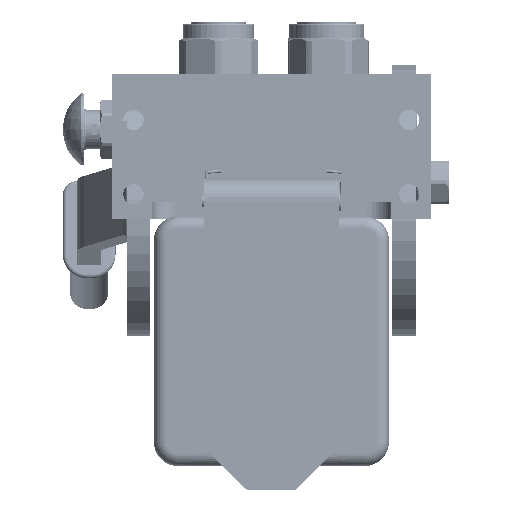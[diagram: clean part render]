
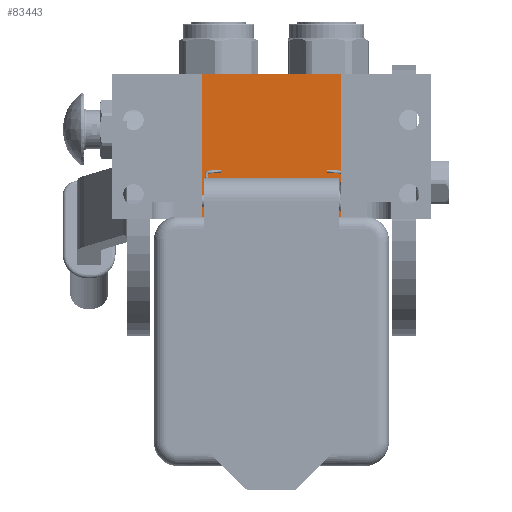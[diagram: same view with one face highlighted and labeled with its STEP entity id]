
A CAD part, left-side view. The second image highlights one B-rep face of the part: STEP entity #83443.
In plain terms, the highlighted face is planar.
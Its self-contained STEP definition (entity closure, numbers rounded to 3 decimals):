
#4122 = VECTOR ( 'NONE', #95743, 1000. ) ;
#7680 = CARTESIAN_POINT ( 'NONE',  ( 29., 0., -107.5 ) ) ;
#15774 = DIRECTION ( 'NONE',  ( -1., 0., 0. ) ) ;
#15884 = CARTESIAN_POINT ( 'NONE',  ( 29., 60.2, -107.5 ) ) ;
#20793 = LINE ( 'NONE', #7680, #4122 ) ;
#23161 = VECTOR ( 'NONE', #40535, 1000. ) ;
#25121 = CARTESIAN_POINT ( 'NONE',  ( 29., 0., -107.5 ) ) ;
#25405 = CARTESIAN_POINT ( 'NONE',  ( -29., 60.2, -107.5 ) ) ;
#28078 = ORIENTED_EDGE ( 'NONE', *, *, #103205, .F. ) ;
#32086 = DIRECTION ( 'NONE',  ( 0., 1., 0. ) ) ;
#35649 = EDGE_CURVE ( 'NONE', #111163, #91885, #20793, .T. ) ;
#39150 = DIRECTION ( 'NONE',  ( 0., 1., 0. ) ) ;
#40535 = DIRECTION ( 'NONE',  ( -1., 0., 0. ) ) ;
#40811 = EDGE_CURVE ( 'NONE', #108576, #84146, #56717, .T. ) ;
#41062 = LINE ( 'NONE', #51752, #56369 ) ;
#44333 = DIRECTION ( 'NONE',  ( 0., 0., -1. ) ) ;
#48282 = EDGE_LOOP ( 'NONE', ( #112520, #50857, #28078, #80812 ) ) ;
#50857 = ORIENTED_EDGE ( 'NONE', *, *, #40811, .F. ) ;
#51752 = CARTESIAN_POINT ( 'NONE',  ( 29., 0., -107.5 ) ) ;
#56369 = VECTOR ( 'NONE', #32086, 1000. ) ;
#56717 = LINE ( 'NONE', #98408, #23161 ) ;
#70582 = AXIS2_PLACEMENT_3D ( 'NONE', #25121, #44333, #15774 ) ;
#77487 = CARTESIAN_POINT ( 'NONE',  ( -29., 0., -107.5 ) ) ;
#80812 = ORIENTED_EDGE ( 'NONE', *, *, #35649, .T. ) ;
#83443 = ADVANCED_FACE ( 'NONE', ( #108341 ), #103446, .T. ) ;
#84146 = VERTEX_POINT ( 'NONE', #25405 ) ;
#90869 = CARTESIAN_POINT ( 'NONE',  ( -29., 0., -107.5 ) ) ;
#90961 = VECTOR ( 'NONE', #39150, 1000. ) ;
#91885 = VERTEX_POINT ( 'NONE', #90869 ) ;
#95743 = DIRECTION ( 'NONE',  ( -1., 0., 0. ) ) ;
#98408 = CARTESIAN_POINT ( 'NONE',  ( 29., 60.2, -107.5 ) ) ;
#100965 = EDGE_CURVE ( 'NONE', #91885, #84146, #116822, .T. ) ;
#103205 = EDGE_CURVE ( 'NONE', #111163, #108576, #41062, .T. ) ;
#103446 = PLANE ( 'NONE',  #70582 ) ;
#108341 = FACE_OUTER_BOUND ( 'NONE', #48282, .T. ) ;
#108576 = VERTEX_POINT ( 'NONE', #15884 ) ;
#111163 = VERTEX_POINT ( 'NONE', #115846 ) ;
#112520 = ORIENTED_EDGE ( 'NONE', *, *, #100965, .T. ) ;
#115846 = CARTESIAN_POINT ( 'NONE',  ( 29., 0., -107.5 ) ) ;
#116822 = LINE ( 'NONE', #77487, #90961 ) ;
